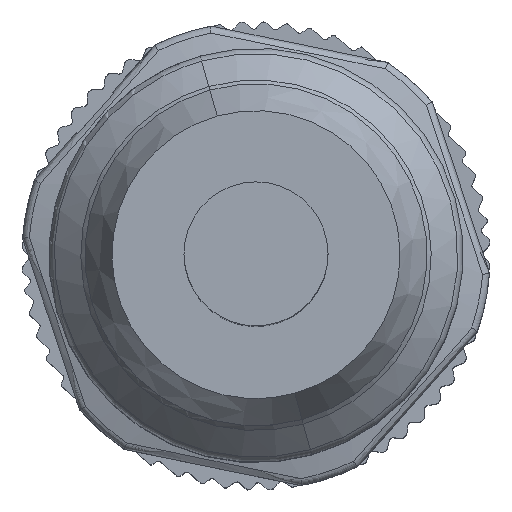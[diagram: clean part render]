
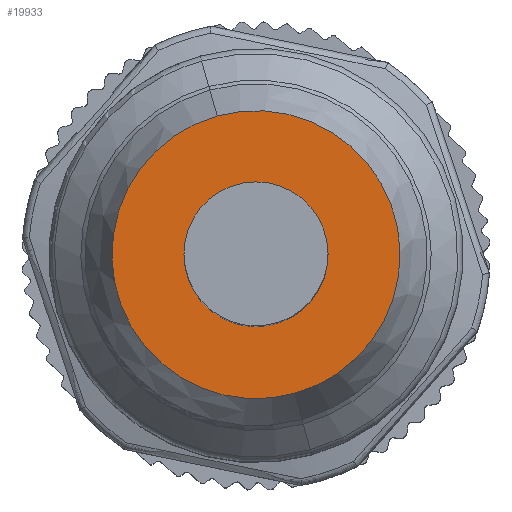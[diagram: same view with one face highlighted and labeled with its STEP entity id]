
A CAD part, top view. The second image highlights one B-rep face of the part: STEP entity #19933.
In plain terms, the highlighted planar face has unit normal (0, 0, 1).
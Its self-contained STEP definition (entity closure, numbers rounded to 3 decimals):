
#19909=AXIS2_PLACEMENT_3D('Plane Axis2P3D',#19906,#19907,#19908) ;
#19917=AXIS2_PLACEMENT_3D('Circle Axis2P3D',#19915,#19916,$) ;
#19926=AXIS2_PLACEMENT_3D('Circle Axis2P3D',#19924,#19925,$) ;
#19796=CARTESIAN_POINT('Vertex',(15.145,5.289,49.9)) ;
#19800=CARTESIAN_POINT('Control Point',(15.145,5.289,49.9)) ;
#19801=CARTESIAN_POINT('Control Point',(13.935,4.95,49.9)) ;
#19802=CARTESIAN_POINT('Control Point',(12.659,4.849,49.9)) ;
#19803=CARTESIAN_POINT('Control Point',(11.378,5.004,49.9)) ;
#19804=CARTESIAN_POINT('Control Point',(8.945,5.806,49.9)) ;
#19805=CARTESIAN_POINT('Control Point',(6.997,7.469,49.9)) ;
#19806=CARTESIAN_POINT('Control Point',(6.201,8.484,49.9)) ;
#19807=CARTESIAN_POINT('Control Point',(5.048,10.771,49.9)) ;
#19808=CARTESIAN_POINT('Control Point',(4.846,13.324,49.9)) ;
#19809=CARTESIAN_POINT('Control Point',(5.001,14.605,49.9)) ;
#19810=CARTESIAN_POINT('Control Point',(5.803,17.038,49.9)) ;
#19811=CARTESIAN_POINT('Control Point',(7.466,18.986,49.9)) ;
#19812=CARTESIAN_POINT('Control Point',(8.481,19.782,49.9)) ;
#19813=CARTESIAN_POINT('Control Point',(9.624,20.359,49.9)) ;
#19814=CARTESIAN_POINT('Control Point',(10.835,20.697,49.9)) ;
#19815=CARTESIAN_POINT('Vertex',(10.835,20.697,49.9)) ;
#19832=CARTESIAN_POINT('Control Point',(10.835,20.697,49.9)) ;
#19833=CARTESIAN_POINT('Control Point',(12.045,21.036,49.9)) ;
#19834=CARTESIAN_POINT('Control Point',(13.321,21.137,49.9)) ;
#19835=CARTESIAN_POINT('Control Point',(14.602,20.982,49.9)) ;
#19836=CARTESIAN_POINT('Control Point',(17.035,20.18,49.9)) ;
#19837=CARTESIAN_POINT('Control Point',(18.983,18.517,49.9)) ;
#19838=CARTESIAN_POINT('Control Point',(19.779,17.502,49.9)) ;
#19839=CARTESIAN_POINT('Control Point',(20.932,15.215,49.9)) ;
#19840=CARTESIAN_POINT('Control Point',(21.134,12.662,49.9)) ;
#19841=CARTESIAN_POINT('Control Point',(20.979,11.381,49.9)) ;
#19842=CARTESIAN_POINT('Control Point',(20.177,8.948,49.9)) ;
#19843=CARTESIAN_POINT('Control Point',(18.514,7.,49.9)) ;
#19844=CARTESIAN_POINT('Control Point',(17.499,6.204,49.9)) ;
#19845=CARTESIAN_POINT('Control Point',(16.356,5.627,49.9)) ;
#19846=CARTESIAN_POINT('Control Point',(15.145,5.289,49.9)) ;
#19906=CARTESIAN_POINT('Axis2P3D Location',(12.99,12.993,49.9)) ;
#19915=CARTESIAN_POINT('Axis2P3D Location',(12.99,12.993,49.9)) ;
#19919=CARTESIAN_POINT('Vertex',(15.571,9.937,49.9)) ;
#19921=CARTESIAN_POINT('Vertex',(10.409,16.049,49.9)) ;
#19924=CARTESIAN_POINT('Axis2P3D Location',(12.99,12.993,49.9)) ;
#19907=DIRECTION('Axis2P3D Direction',(0.,0.,1.)) ;
#19908=DIRECTION('Axis2P3D XDirection',(-0.269,0.963,0.)) ;
#19916=DIRECTION('Axis2P3D Direction',(0.,0.,1.)) ;
#19925=DIRECTION('Axis2P3D Direction',(0.,0.,1.)) ;
#19912=ORIENTED_EDGE('',*,*,#19817,.T.) ;
#19913=ORIENTED_EDGE('',*,*,#19847,.T.) ;
#19930=ORIENTED_EDGE('',*,*,#19923,.F.) ;
#19931=ORIENTED_EDGE('',*,*,#19928,.F.) ;
#19932=FACE_BOUND('',#19929,.T.) ;
#19933=ADVANCED_FACE('Hauptk\X2\00F6\X0\rper',(#19914,#19932),#19910,.T.) ;
#19799=B_SPLINE_CURVE_WITH_KNOTS('',5,(#19800,#19801,#19802,#19803,#19804,#19805,#19806,#19807,#19808,#19809,#19810,#19811,#19812,#19813,#19814),.UNSPECIFIED.,.F.,.U.,(6,3,3,3,6),(-157.08,-78.54,0.,78.54,157.08),.UNSPECIFIED.) ;
#19831=B_SPLINE_CURVE_WITH_KNOTS('',5,(#19832,#19833,#19834,#19835,#19836,#19837,#19838,#19839,#19840,#19841,#19842,#19843,#19844,#19845,#19846),.UNSPECIFIED.,.F.,.U.,(6,3,3,3,6),(-157.08,-78.54,0.,78.54,157.08),.UNSPECIFIED.) ;
#19918=CIRCLE('generated circle',#19917,4.) ;
#19927=CIRCLE('generated circle',#19926,4.) ;
#19817=EDGE_CURVE('',#19816,#19797,#19799,.F.) ;
#19847=EDGE_CURVE('',#19797,#19816,#19831,.F.) ;
#19923=EDGE_CURVE('',#19920,#19922,#19918,.T.) ;
#19928=EDGE_CURVE('',#19922,#19920,#19927,.T.) ;
#19911=EDGE_LOOP('',(#19912,#19913)) ;
#19929=EDGE_LOOP('',(#19930,#19931)) ;
#19914=FACE_OUTER_BOUND('',#19911,.T.) ;
#19910=PLANE('',#19909) ;
#19797=VERTEX_POINT('',#19796) ;
#19816=VERTEX_POINT('',#19815) ;
#19920=VERTEX_POINT('',#19919) ;
#19922=VERTEX_POINT('',#19921) ;
